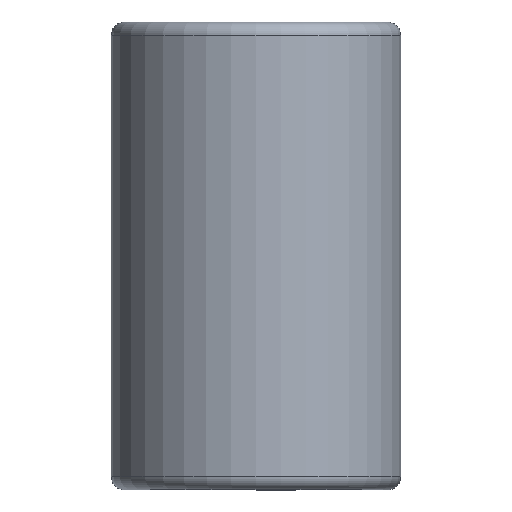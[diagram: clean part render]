
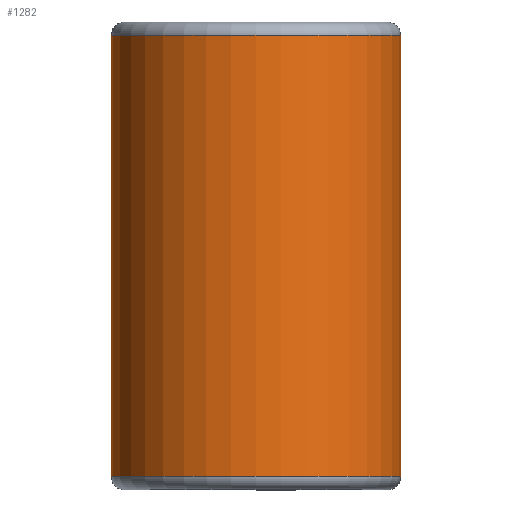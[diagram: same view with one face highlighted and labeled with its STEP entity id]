
A CAD part, top view. The second image highlights one B-rep face of the part: STEP entity #1282.
In plain terms, the highlighted cylindrical face has radius 8.357 mm (diameter 16.713 mm), a partial arc.
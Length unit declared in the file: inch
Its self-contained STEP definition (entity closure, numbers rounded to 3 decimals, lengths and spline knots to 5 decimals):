
#152 = EDGE_CURVE ( 'NONE', #676, #996, #570, .T. ) ;
#196 = DIRECTION ( 'NONE',  ( 0., 0., -1. ) ) ;
#284 = AXIS2_PLACEMENT_3D ( 'NONE', #287, #721, #311 ) ;
#287 = CARTESIAN_POINT ( 'NONE',  ( 0., -0.50125, 0. ) ) ;
#311 = DIRECTION ( 'NONE',  ( 0., 0., -1. ) ) ;
#333 = CARTESIAN_POINT ( 'NONE',  ( 0., 0.50125, -0.329 ) ) ;
#340 = CYLINDRICAL_SURFACE ( 'NONE', #1896, 0.329 ) ;
#383 = CARTESIAN_POINT ( 'NONE',  ( 0., 0.5, 0. ) ) ;
#388 = CARTESIAN_POINT ( 'NONE',  ( 0.329, -0.50125, 0. ) ) ;
#429 = AXIS2_PLACEMENT_3D ( 'NONE', #2068, #954, #2265 ) ;
#431 = VECTOR ( 'NONE', #599, 39.37008 ) ;
#433 = EDGE_CURVE ( 'NONE', #1284, #1080, #2316, .T. ) ;
#495 = ORIENTED_EDGE ( 'NONE', *, *, #433, .T. ) ;
#561 = CIRCLE ( 'NONE', #284, 0.329 ) ;
#570 = LINE ( 'NONE', #333, #1476 ) ;
#599 = DIRECTION ( 'NONE',  ( 0., 1., 0. ) ) ;
#610 = EDGE_LOOP ( 'NONE', ( #495, #1705, #1898, #1364 ) ) ;
#622 = CARTESIAN_POINT ( 'NONE',  ( 0.329, 0.50125, 0. ) ) ;
#676 = VERTEX_POINT ( 'NONE', #1568 ) ;
#721 = DIRECTION ( 'NONE',  ( 0., -1., 0. ) ) ;
#780 = EDGE_CURVE ( 'NONE', #1284, #676, #561, .T. ) ;
#954 = DIRECTION ( 'NONE',  ( 0., -1., 0. ) ) ;
#996 = VERTEX_POINT ( 'NONE', #1300 ) ;
#1080 = VERTEX_POINT ( 'NONE', #1692 ) ;
#1109 = CIRCLE ( 'NONE', #429, 0.329 ) ;
#1282 = ADVANCED_FACE ( 'NONE', ( #1525 ), #340, .T. ) ;
#1284 = VERTEX_POINT ( 'NONE', #388 ) ;
#1300 = CARTESIAN_POINT ( 'NONE',  ( 0., 0.50125, -0.329 ) ) ;
#1364 = ORIENTED_EDGE ( 'NONE', *, *, #780, .F. ) ;
#1476 = VECTOR ( 'NONE', #2334, 39.37008 ) ;
#1525 = FACE_OUTER_BOUND ( 'NONE', #610, .T. ) ;
#1568 = CARTESIAN_POINT ( 'NONE',  ( 0., -0.50125, -0.329 ) ) ;
#1633 = DIRECTION ( 'NONE',  ( 0., -1., 0. ) ) ;
#1692 = CARTESIAN_POINT ( 'NONE',  ( 0.329, 0.50125, 0. ) ) ;
#1705 = ORIENTED_EDGE ( 'NONE', *, *, #2314, .T. ) ;
#1896 = AXIS2_PLACEMENT_3D ( 'NONE', #383, #1633, #196 ) ;
#1898 = ORIENTED_EDGE ( 'NONE', *, *, #152, .F. ) ;
#2068 = CARTESIAN_POINT ( 'NONE',  ( 0., 0.50125, 0. ) ) ;
#2265 = DIRECTION ( 'NONE',  ( 0., 0., -1. ) ) ;
#2314 = EDGE_CURVE ( 'NONE', #1080, #996, #1109, .T. ) ;
#2316 = LINE ( 'NONE', #622, #431 ) ;
#2334 = DIRECTION ( 'NONE',  ( 0., 1., 0. ) ) ;
